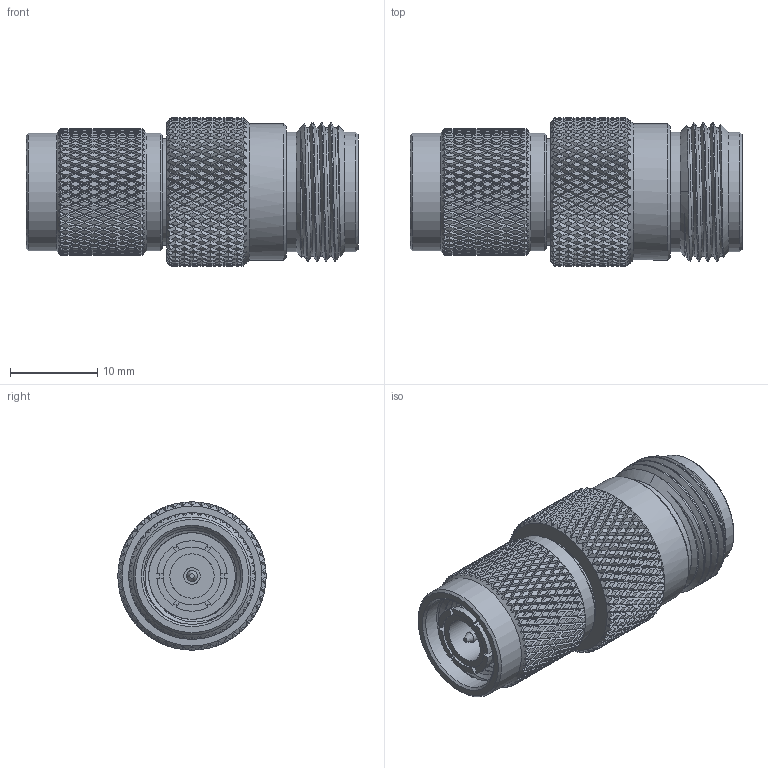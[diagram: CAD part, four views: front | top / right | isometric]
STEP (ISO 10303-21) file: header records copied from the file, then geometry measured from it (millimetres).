
FILE_DESCRIPTION (( 'STEP AP203' ), '1' );
FILE_NAME ('PE9089_3D.step', '2021-09-12T16:40:28', ( '' ), ( '' ), 'SwSTEP 2.0', 'SolidWorks 2021', '' );
FILE_SCHEMA (( 'CONFIG_CONTROL_DESIGN' ));
Products named in the file (1): PE9089_3D
Bounding box: 38.1 x 17 x 17 mm (x, y, z)
Volume: 5652.9 mm3; surface area: 4125.6 mm2
Topology: 1 solids, 1 shells, 5131 faces, 10834 edges, 5718 vertices
Faces by surface type: bspline 4006, cylinder 1047, plane 52, cone 26
Full cylindrical faces by diameter (mm): 1.27 x1, 1.524 x1, 1.905 x1, 3.048 x1, 5.08 x1, 6.985 x1, 7.569 x1, 11.112 x6, 12.268 x1, 13.513 x2, 13.716 x2, 15.626 x1
Entity records: 196832 total; most frequent: CARTESIAN_POINT 132591, ORIENTED_EDGE 21562, EDGE_CURVE 10781, VERTEX_POINT 5698, EDGE_LOOP 5165, FACE_OUTER_BOUND 5139, ADVANCED_FACE 5125, B_SPLINE_CURVE_WITH_KNOTS 4650
